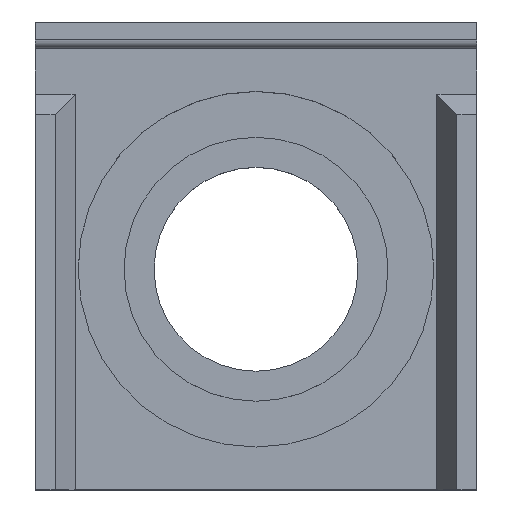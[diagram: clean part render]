
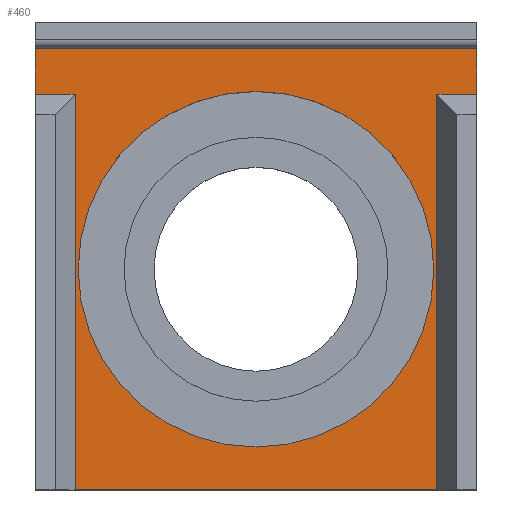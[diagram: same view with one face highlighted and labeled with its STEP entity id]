
A CAD part, top view. The second image highlights one B-rep face of the part: STEP entity #460.
In plain terms, the highlighted planar face has unit normal (0, 0, 1).
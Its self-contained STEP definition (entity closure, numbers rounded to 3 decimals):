
#15=FACE_BOUND('',#78,.T.);
#29=PLANE('',#503);
#50=FACE_OUTER_BOUND('',#77,.T.);
#77=EDGE_LOOP('',(#359,#360,#361,#362,#363,#364,#365,#366));
#78=EDGE_LOOP('',(#367));
#104=LINE('',#680,#153);
#112=LINE('',#695,#161);
#117=LINE('',#705,#166);
#119=LINE('',#711,#168);
#124=LINE('',#720,#173);
#127=LINE('',#727,#176);
#130=LINE('',#732,#179);
#131=LINE('',#733,#180);
#153=VECTOR('',#546,10.);
#161=VECTOR('',#556,10.);
#166=VECTOR('',#565,10.);
#168=VECTOR('',#569,10.);
#173=VECTOR('',#576,10.);
#176=VECTOR('',#583,10.);
#179=VECTOR('',#588,10.);
#180=VECTOR('',#589,10.);
#201=CIRCLE('',#504,20.15);
#217=VERTEX_POINT('',#677);
#218=VERTEX_POINT('',#679);
#224=VERTEX_POINT('',#693);
#227=VERTEX_POINT('',#702);
#228=VERTEX_POINT('',#707);
#230=VERTEX_POINT('',#710);
#233=VERTEX_POINT('',#718);
#235=VERTEX_POINT('',#726);
#237=VERTEX_POINT('',#734);
#260=EDGE_CURVE('',#217,#218,#104,.T.);
#268=EDGE_CURVE('',#217,#224,#112,.T.);
#273=EDGE_CURVE('',#227,#218,#117,.T.);
#275=EDGE_CURVE('',#230,#228,#119,.T.);
#280=EDGE_CURVE('',#228,#233,#124,.T.);
#283=EDGE_CURVE('',#235,#227,#127,.T.);
#286=EDGE_CURVE('',#235,#233,#130,.T.);
#287=EDGE_CURVE('',#230,#224,#131,.T.);
#288=EDGE_CURVE('',#237,#237,#201,.T.);
#359=ORIENTED_EDGE('',*,*,#280,.T.);
#360=ORIENTED_EDGE('',*,*,#286,.F.);
#361=ORIENTED_EDGE('',*,*,#283,.T.);
#362=ORIENTED_EDGE('',*,*,#273,.T.);
#363=ORIENTED_EDGE('',*,*,#260,.F.);
#364=ORIENTED_EDGE('',*,*,#268,.T.);
#365=ORIENTED_EDGE('',*,*,#287,.F.);
#366=ORIENTED_EDGE('',*,*,#275,.T.);
#367=ORIENTED_EDGE('',*,*,#288,.F.);
#460=ADVANCED_FACE('',(#50,#15),#29,.T.);
#503=AXIS2_PLACEMENT_3D('',#731,#586,#587);
#504=AXIS2_PLACEMENT_3D('',#735,#590,#591);
#546=DIRECTION('',(0.,-1.,0.));
#556=DIRECTION('',(-1.,0.,0.));
#565=DIRECTION('',(1.,0.,0.));
#569=DIRECTION('',(1.,0.,0.));
#576=DIRECTION('',(0.,-1.,0.));
#583=DIRECTION('',(0.,1.,0.));
#586=DIRECTION('center_axis',(0.,0.,1.));
#587=DIRECTION('ref_axis',(1.,0.,0.));
#588=DIRECTION('',(-1.,0.,0.));
#589=DIRECTION('',(0.,1.,0.));
#590=DIRECTION('center_axis',(0.,0.,1.));
#591=DIRECTION('ref_axis',(1.,0.,0.));
#677=CARTESIAN_POINT('',(25.,25.,8.));
#679=CARTESIAN_POINT('',(25.,19.8,8.));
#680=CARTESIAN_POINT('',(25.,0.,8.));
#693=CARTESIAN_POINT('',(-25.,25.,8.));
#695=CARTESIAN_POINT('',(-12.5,25.,8.));
#702=CARTESIAN_POINT('',(20.5,19.8,8.));
#705=CARTESIAN_POINT('',(25.,19.8,8.));
#707=CARTESIAN_POINT('',(-20.5,19.8,8.));
#710=CARTESIAN_POINT('',(-25.,19.8,8.));
#711=CARTESIAN_POINT('',(-20.5,19.8,8.));
#718=CARTESIAN_POINT('',(-20.5,-25.,8.));
#720=CARTESIAN_POINT('',(-20.5,-12.5,8.));
#726=CARTESIAN_POINT('',(20.5,-25.,8.));
#727=CARTESIAN_POINT('',(20.5,12.5,8.));
#731=CARTESIAN_POINT('Origin',(0.,0.,8.));
#732=CARTESIAN_POINT('',(-12.5,-25.,8.));
#733=CARTESIAN_POINT('',(-25.,25.,8.));
#734=CARTESIAN_POINT('',(-20.15,0.,8.));
#735=CARTESIAN_POINT('Origin',(0.,0.,8.));
